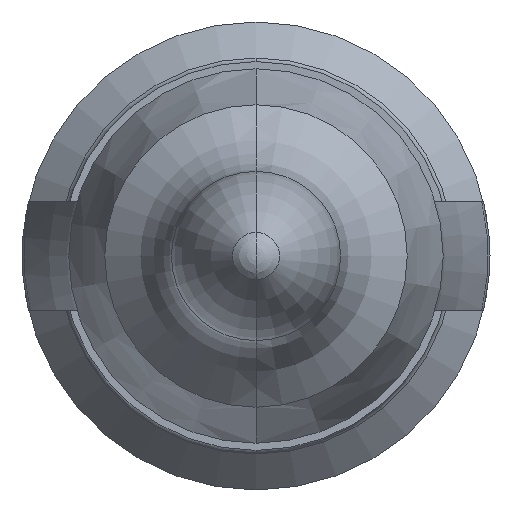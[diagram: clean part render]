
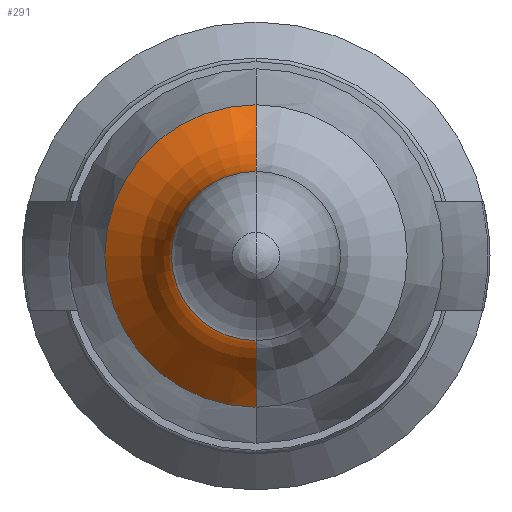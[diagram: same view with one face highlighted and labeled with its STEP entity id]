
A CAD part, front view. The second image highlights one B-rep face of the part: STEP entity #291.
In plain terms, the highlighted toroidal (fillet/blend) face has major radius 0.806 mm and minor radius 0.508 mm.
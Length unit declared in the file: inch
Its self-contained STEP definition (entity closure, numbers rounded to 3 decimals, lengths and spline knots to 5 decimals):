
#261 = VERTEX_POINT ( 'NONE', #2302 ) ;
#263 = VERTEX_POINT ( 'NONE', #2312 ) ;
#291 = ADVANCED_FACE ( 'NONE', ( #2399 ), #2427, .F. ) ;
#292 = EDGE_LOOP ( 'NONE', ( #307, #317, #293, #305, #336 ) ) ;
#293 = ORIENTED_EDGE ( 'NONE', *, *, #344, .F. ) ;
#305 = ORIENTED_EDGE ( 'NONE', *, *, #306, .F. ) ;
#306 = EDGE_CURVE ( 'NONE', #324, #328, #2483, .T. ) ;
#307 = ORIENTED_EDGE ( 'NONE', *, *, #315, .F. ) ;
#315 = EDGE_CURVE ( 'NONE', #261, #263, #2538, .T. ) ;
#317 = ORIENTED_EDGE ( 'NONE', *, *, #326, .T. ) ;
#324 = VERTEX_POINT ( 'NONE', #2557 ) ;
#326 = EDGE_CURVE ( 'NONE', #261, #333, #2549, .T. ) ;
#328 = VERTEX_POINT ( 'NONE', #2522 ) ;
#333 = VERTEX_POINT ( 'NONE', #2544 ) ;
#336 = ORIENTED_EDGE ( 'NONE', *, *, #337, .F. ) ;
#337 = EDGE_CURVE ( 'NONE', #263, #324, #2542, .T. ) ;
#344 = EDGE_CURVE ( 'NONE', #328, #333, #2576, .T. ) ;
#2302 = CARTESIAN_POINT ( 'NONE',  ( 0., -0.40366, -0.021 ) ) ;
#2312 = CARTESIAN_POINT ( 'NONE',  ( 0., -0.40366, 0.021 ) ) ;
#2399 = FACE_OUTER_BOUND ( 'NONE', #292, .T. ) ;
#2410 = AXIS2_PLACEMENT_3D ( 'NONE', #2448, #2447, #2439 ) ;
#2427 = TOROIDAL_SURFACE ( 'NONE', #2410, 0.03175, 0.02 ) ;
#2439 = DIRECTION ( 'NONE',  ( 0., 0., 1. ) ) ;
#2447 = DIRECTION ( 'NONE',  ( 0., 1., 0. ) ) ;
#2448 = CARTESIAN_POINT ( 'NONE',  ( 0., -0.42053, 0. ) ) ;
#2470 = DIRECTION ( 'NONE',  ( 0., 0., -1. ) ) ;
#2475 = DIRECTION ( 'NONE',  ( 0., -1., 0. ) ) ;
#2476 = CARTESIAN_POINT ( 'NONE',  ( 0., -0.42053, 0. ) ) ;
#2482 = AXIS2_PLACEMENT_3D ( 'NONE', #2476, #2475, #2470 ) ;
#2483 = CIRCLE ( 'NONE', #2482, 0.01175 ) ;
#2520 = CARTESIAN_POINT ( 'NONE',  ( 0., -0.40366, 0. ) ) ;
#2522 = CARTESIAN_POINT ( 'NONE',  ( -0.01175, -0.42053, 0. ) ) ;
#2526 = DIRECTION ( 'NONE',  ( 0., 0., 1. ) ) ;
#2527 = DIRECTION ( 'NONE',  ( -1., 0., 0. ) ) ;
#2528 = CARTESIAN_POINT ( 'NONE',  ( 0., -0.42053, 0.03175 ) ) ;
#2529 = AXIS2_PLACEMENT_3D ( 'NONE', #2528, #2527, #2526 ) ;
#2535 = DIRECTION ( 'NONE',  ( 0., 0., 1. ) ) ;
#2536 = DIRECTION ( 'NONE',  ( 0., 1., 0. ) ) ;
#2537 = AXIS2_PLACEMENT_3D ( 'NONE', #2520, #2536, #2535 ) ;
#2538 = CIRCLE ( 'NONE', #2537, 0.021 ) ;
#2542 = CIRCLE ( 'NONE', #2529, 0.02 ) ;
#2544 = CARTESIAN_POINT ( 'NONE',  ( 0., -0.42053, -0.01175 ) ) ;
#2545 = DIRECTION ( 'NONE',  ( 0., 0., -1. ) ) ;
#2546 = DIRECTION ( 'NONE',  ( 1., 0., 0. ) ) ;
#2547 = CARTESIAN_POINT ( 'NONE',  ( 0., -0.42053, -0.03175 ) ) ;
#2548 = AXIS2_PLACEMENT_3D ( 'NONE', #2547, #2546, #2545 ) ;
#2549 = CIRCLE ( 'NONE', #2548, 0.02 ) ;
#2557 = CARTESIAN_POINT ( 'NONE',  ( 0., -0.42053, 0.01175 ) ) ;
#2576 = CIRCLE ( 'NONE', #2582, 0.01175 ) ;
#2581 = DIRECTION ( 'NONE',  ( 0., 0., -1. ) ) ;
#2582 = AXIS2_PLACEMENT_3D ( 'NONE', #2613, #2614, #2581 ) ;
#2613 = CARTESIAN_POINT ( 'NONE',  ( 0., -0.42053, 0. ) ) ;
#2614 = DIRECTION ( 'NONE',  ( 0., -1., 0. ) ) ;
